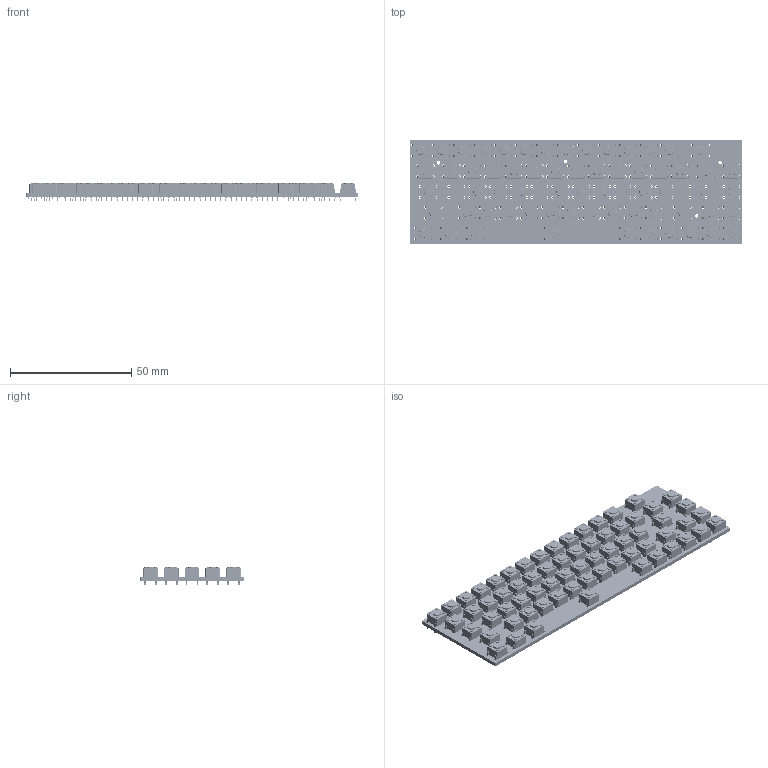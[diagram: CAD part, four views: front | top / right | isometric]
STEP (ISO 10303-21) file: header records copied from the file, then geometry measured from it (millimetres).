
FILE_DESCRIPTION(('KiCad electronic assembly'),'2;1');
FILE_NAME('45of70.step','2024-03-22T14:17:58',('Pcbnew'),('Kicad'), 'Open CASCADE STEP processor 7.6','KiCad to STEP converter','Unknown' );
FILE_SCHEMA(('AUTOMOTIVE_DESIGN { 1 0 10303 214 1 1 1 1 }'));
Length unit declared in the file: millimetre
Products named in the file (4): 45of70 1; SW_PUSH_6mm; SOLID; 45of70 PCB
Assembly tree (69 placements, depth 3):
  45of70 1
    SW_PUSH_6mm  x67
      SOLID
    45of70 PCB
Bounding box: 137.16 x 42.86 x 7.8 mm (x, y, z)
Volume: 18485.5 mm3; surface area: 26931.1 mm2
Topology: 68 solids, 68 shells, 7337 faces, 19459 edges, 12593 vertices
Faces by surface type: plane 4251, cylinder 3019, torus 67
Full cylindrical faces by diameter (mm): 1 x268, 1.1 x268, 1.406 x1, 1.421 x1, 1.471 x1, 1.514 x1, 3.5 x67
Entity records: 33194 total; most frequent: CARTESIAN_POINT 8285, DIRECTION 4529, ORIENTED_EDGE 2354, PCURVE 2354, DEFINITIONAL_REPRESENTATION 2354, LINE 2288, VECTOR 2288, EDGE_CURVE 1177
